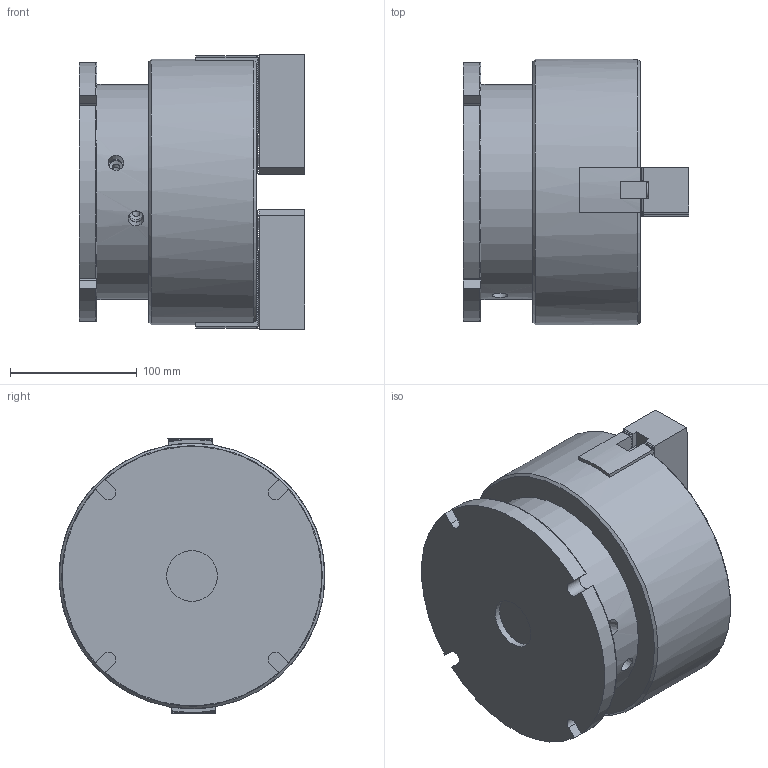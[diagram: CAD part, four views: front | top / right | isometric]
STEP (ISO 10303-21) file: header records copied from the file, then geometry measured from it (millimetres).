
FILE_DESCRIPTION (( 'STEP AP203' ), '1' );
FILE_NAME ('CF-VP-208.STEP', '2024-02-21T00:27:24', ( '' ), ( '' ), 'SwSTEP 2.0', 'SolidWorks 2020', '' );
FILE_SCHEMA (( 'CONFIG_CONTROL_DESIGN' ));
Length unit declared in the file: millimetre
Products named in the file (16): CF-2P-08-02000; 圓頭內六角螺栓_M12x30; CF-2P-08-04000; CF-3P-08-11000; CF-VP-08-01000; CF-3P-08-03000; CF-2P-08_VP-208用組態; CF-VP-08-02000; 圓頭內六角螺栓_M12x85; CF-VP-208; CF-VP-08-03000; 圓頭內六角螺栓_M5x12; CF-VP-08; CF-3H-208-04000(T型塊); CF-2P-08-01000; SJ-08
Assembly tree (29 placements, depth 3):
  CF-VP-208
    CF-VP-08
      CF-VP-08-01000
      CF-VP-08-02000
      CF-VP-08-03000
    CF-2P-08_VP-208用組態
      CF-2P-08-01000
      CF-2P-08-02000
      CF-2P-08-04000
      CF-3P-08-03000  x2
      圓頭內六角螺栓_M12x85  x6
      圓頭內六角螺栓_M5x12  x4
      CF-3H-208-04000(T型塊)  x2
      SJ-08  x2
      圓頭內六角螺栓_M12x30  x4
      CF-3P-08-11000
Bounding box: 178.25 x 209.99 x 217.55 mm (x, y, z)
Volume: 4333178.3 mm3; surface area: 520229.6 mm2
Topology: 27 solids, 27 shells, 2110 faces, 5924 edges, 3901 vertices
Faces by surface type: plane 1605, cylinder 379, cone 118, torus 8
Full cylindrical faces by diameter (mm): 4.2 x7, 5 x5, 5.5 x4, 6 x3, 8.5 x4, 9.5 x4, 10.2 x16, 10.7 x2, 12 x10, 13 x4, 13.5 x6, 18 x10, 19 x4, 20 x6, 24.9 x1, 25 x1, 29 x2, 36 x1, 36.5 x1, 38 x1, 39 x1, 40 x3, 54 x1, 86 x3, 170 x2, 210 x1
Entity records: 36336 total; most frequent: CARTESIAN_POINT 7320, ORIENTED_EDGE 5822, DIRECTION 5126, EDGE_CURVE 2911, VECTOR 2252, LINE 2252, VERTEX_POINT 1989, AXIS2_PLACEMENT_3D 1437
